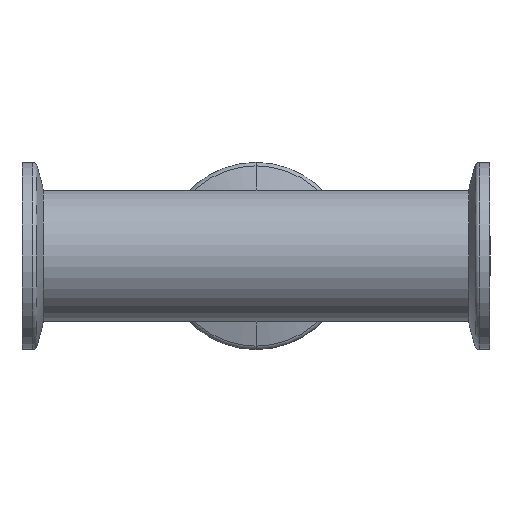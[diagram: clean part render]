
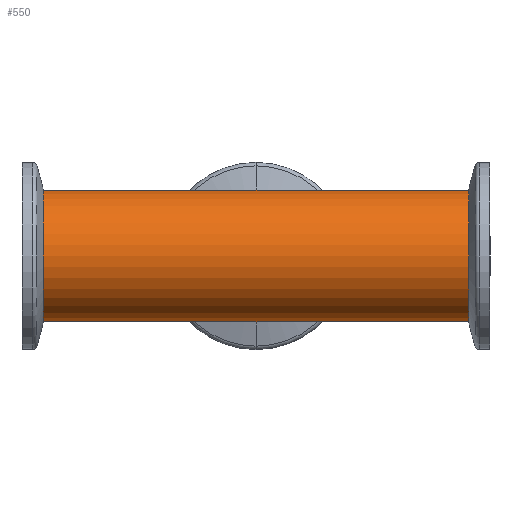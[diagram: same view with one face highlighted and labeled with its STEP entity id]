
A CAD part, front view. The second image highlights one B-rep face of the part: STEP entity #550.
In plain terms, the highlighted cylindrical face has radius 14 mm (diameter 28 mm), a partial arc.
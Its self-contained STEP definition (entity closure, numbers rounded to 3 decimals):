
#9 = AXIS2_PLACEMENT_3D ( 'NONE', #572, #631, #159 ) ;
#15 = EDGE_CURVE ( 'NONE', #91, #822, #459, .T. ) ;
#31 = ORIENTED_EDGE ( 'NONE', *, *, #400, .T. ) ;
#65 = EDGE_LOOP ( 'NONE', ( #468, #802, #31, #169, #85, #845 ) ) ;
#85 = ORIENTED_EDGE ( 'NONE', *, *, #679, .T. ) ;
#91 = VERTEX_POINT ( 'NONE', #147 ) ;
#118 = CYLINDRICAL_SURFACE ( 'NONE', #214, 14. ) ;
#128 = DIRECTION ( 'NONE',  ( -1., 0., 0. ) ) ;
#140 = DIRECTION ( 'NONE',  ( 1., 0., 0. ) ) ;
#147 = CARTESIAN_POINT ( 'NONE',  ( 46.5, 0., -14. ) ) ;
#153 = CARTESIAN_POINT ( 'NONE',  ( -46.5, 0., -14. ) ) ;
#159 = DIRECTION ( 'NONE',  ( 0., 0., -1. ) ) ;
#169 = ORIENTED_EDGE ( 'NONE', *, *, #581, .T. ) ;
#180 = AXIS2_PLACEMENT_3D ( 'NONE', #544, #140, #474 ) ;
#195 = CARTESIAN_POINT ( 'NONE',  ( 46.5, 0., -14. ) ) ;
#214 = AXIS2_PLACEMENT_3D ( 'NONE', #536, #871, #534 ) ;
#245 = VECTOR ( 'NONE', #398, 1000. ) ;
#298 = VECTOR ( 'NONE', #128, 1000. ) ;
#341 = DIRECTION ( 'NONE',  ( -1., 0., 0. ) ) ;
#362 = VERTEX_POINT ( 'NONE', #629 ) ;
#398 = DIRECTION ( 'NONE',  ( -1., 0., 0. ) ) ;
#400 = EDGE_CURVE ( 'NONE', #690, #362, #446, .T. ) ;
#410 = CARTESIAN_POINT ( 'NONE',  ( -46.5, 0., 14. ) ) ;
#417 = CARTESIAN_POINT ( 'NONE',  ( 46.5, 0., 14. ) ) ;
#446 = LINE ( 'NONE', #840, #245 ) ;
#456 = EDGE_CURVE ( 'NONE', #822, #764, #480, .T. ) ;
#459 = LINE ( 'NONE', #738, #691 ) ;
#464 = LINE ( 'NONE', #695, #487 ) ;
#465 = FACE_OUTER_BOUND ( 'NONE', #65, .T. ) ;
#468 = ORIENTED_EDGE ( 'NONE', *, *, #15, .F. ) ;
#474 = DIRECTION ( 'NONE',  ( 0., 0., -1. ) ) ;
#480 = LINE ( 'NONE', #195, #298 ) ;
#481 = CIRCLE ( 'NONE', #9, 14. ) ;
#487 = VECTOR ( 'NONE', #341, 1000. ) ;
#512 = CARTESIAN_POINT ( 'NONE',  ( 0., 0., -14. ) ) ;
#534 = DIRECTION ( 'NONE',  ( 0., 0., 1. ) ) ;
#536 = CARTESIAN_POINT ( 'NONE',  ( 46.5, 0., 0. ) ) ;
#544 = CARTESIAN_POINT ( 'NONE',  ( -46.5, 0., 0. ) ) ;
#550 = ADVANCED_FACE ( 'NONE', ( #465 ), #118, .T. ) ;
#572 = CARTESIAN_POINT ( 'NONE',  ( 46.5, 0., 0. ) ) ;
#581 = EDGE_CURVE ( 'NONE', #362, #874, #464, .T. ) ;
#629 = CARTESIAN_POINT ( 'NONE',  ( 0., 0., 14. ) ) ;
#631 = DIRECTION ( 'NONE',  ( 1., 0., 0. ) ) ;
#642 = CIRCLE ( 'NONE', #180, 14. ) ;
#679 = EDGE_CURVE ( 'NONE', #874, #764, #642, .T. ) ;
#690 = VERTEX_POINT ( 'NONE', #417 ) ;
#691 = VECTOR ( 'NONE', #861, 1000. ) ;
#695 = CARTESIAN_POINT ( 'NONE',  ( 46.5, 0., 14. ) ) ;
#738 = CARTESIAN_POINT ( 'NONE',  ( 46.5, 0., -14. ) ) ;
#760 = EDGE_CURVE ( 'NONE', #690, #91, #481, .T. ) ;
#764 = VERTEX_POINT ( 'NONE', #153 ) ;
#802 = ORIENTED_EDGE ( 'NONE', *, *, #760, .F. ) ;
#822 = VERTEX_POINT ( 'NONE', #512 ) ;
#840 = CARTESIAN_POINT ( 'NONE',  ( 46.5, 0., 14. ) ) ;
#845 = ORIENTED_EDGE ( 'NONE', *, *, #456, .F. ) ;
#861 = DIRECTION ( 'NONE',  ( -1., 0., 0. ) ) ;
#871 = DIRECTION ( 'NONE',  ( -1., 0., 0. ) ) ;
#874 = VERTEX_POINT ( 'NONE', #410 ) ;
